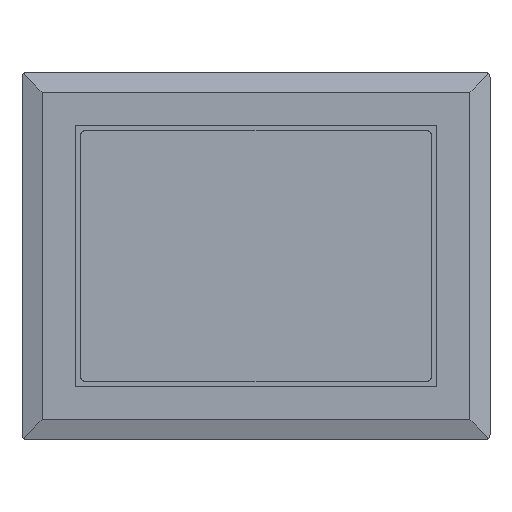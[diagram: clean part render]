
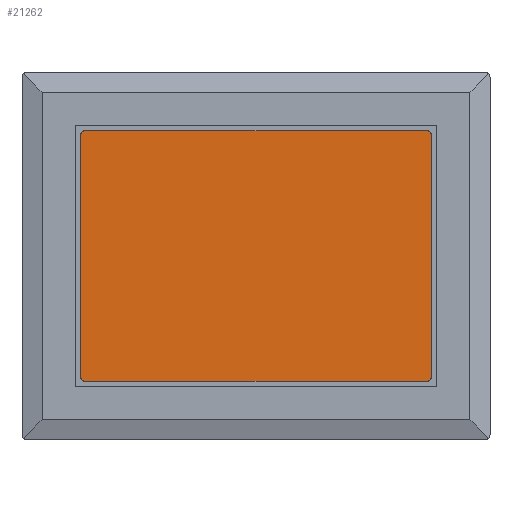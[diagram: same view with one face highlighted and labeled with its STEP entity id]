
A CAD part, top view. The second image highlights one B-rep face of the part: STEP entity #21262.
In plain terms, the highlighted planar face has unit normal (0, 0, 1).
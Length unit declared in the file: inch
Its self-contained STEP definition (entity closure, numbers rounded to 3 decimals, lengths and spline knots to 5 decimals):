
#373 = DIRECTION ( 'NONE',  ( -1., 0., 0. ) ) ;
#399 = CARTESIAN_POINT ( 'NONE',  ( 0.41339, 0.28346, 0.34252 ) ) ;
#654 = VECTOR ( 'NONE', #4616, 39.37008 ) ;
#663 = DIRECTION ( 'NONE',  ( 0., 1., 0. ) ) ;
#683 = EDGE_CURVE ( 'NONE', #4537, #25346, #1755, .T. ) ;
#1274 = DIRECTION ( 'NONE',  ( -1., 0., 0. ) ) ;
#1749 = ORIENTED_EDGE ( 'NONE', *, *, #3315, .F. ) ;
#1755 = CIRCLE ( 'NONE', #16398, 0.01181 ) ;
#1792 = CARTESIAN_POINT ( 'NONE',  ( -0.41339, -0.28346, 0.34252 ) ) ;
#1837 = DIRECTION ( 'NONE',  ( 0., 0., -1. ) ) ;
#2098 = CIRCLE ( 'NONE', #21758, 0.01181 ) ;
#2525 = DIRECTION ( 'NONE',  ( 0., 0., -1. ) ) ;
#3139 = CARTESIAN_POINT ( 'NONE',  ( 0.41339, -0.28346, 0.34252 ) ) ;
#3315 = EDGE_CURVE ( 'NONE', #4660, #11035, #3528, .T. ) ;
#3528 = CIRCLE ( 'NONE', #5208, 0.01181 ) ;
#4266 = VECTOR ( 'NONE', #663, 39.37008 ) ;
#4537 = VERTEX_POINT ( 'NONE', #23377 ) ;
#4616 = DIRECTION ( 'NONE',  ( 0., -1., 0. ) ) ;
#4653 = AXIS2_PLACEMENT_3D ( 'NONE', #19178, #9211, #17207 ) ;
#4660 = VERTEX_POINT ( 'NONE', #25595 ) ;
#5208 = AXIS2_PLACEMENT_3D ( 'NONE', #16956, #19180, #6992 ) ;
#5590 = VERTEX_POINT ( 'NONE', #12025 ) ;
#5889 = VECTOR ( 'NONE', #15283, 39.37008 ) ;
#5949 = EDGE_CURVE ( 'NONE', #4537, #15380, #16167, .T. ) ;
#6042 = CARTESIAN_POINT ( 'NONE',  ( -0.40157, -0.29528, 0.34252 ) ) ;
#6404 = ORIENTED_EDGE ( 'NONE', *, *, #25106, .T. ) ;
#6432 = LINE ( 'NONE', #399, #4266 ) ;
#6459 = CARTESIAN_POINT ( 'NONE',  ( -0.40157, 0.28346, 0.34252 ) ) ;
#6905 = FACE_OUTER_BOUND ( 'NONE', #24139, .T. ) ;
#6992 = DIRECTION ( 'NONE',  ( -1., 0., 0. ) ) ;
#7753 = LINE ( 'NONE', #6042, #17153 ) ;
#9119 = LINE ( 'NONE', #17504, #5889 ) ;
#9211 = DIRECTION ( 'NONE',  ( 0., 0., -1. ) ) ;
#9463 = AXIS2_PLACEMENT_3D ( 'NONE', #17258, #20675, #1274 ) ;
#10101 = DIRECTION ( 'NONE',  ( 1., 0., 0. ) ) ;
#10137 = ORIENTED_EDGE ( 'NONE', *, *, #13697, .F. ) ;
#10639 = ORIENTED_EDGE ( 'NONE', *, *, #24888, .F. ) ;
#10879 = ORIENTED_EDGE ( 'NONE', *, *, #5949, .T. ) ;
#11035 = VERTEX_POINT ( 'NONE', #20586 ) ;
#11242 = ORIENTED_EDGE ( 'NONE', *, *, #14381, .T. ) ;
#11617 = DIRECTION ( 'NONE',  ( -1., 0., 0. ) ) ;
#12025 = CARTESIAN_POINT ( 'NONE',  ( 0.40157, -0.29528, 0.34252 ) ) ;
#13697 = EDGE_CURVE ( 'NONE', #19633, #5590, #2098, .T. ) ;
#14381 = EDGE_CURVE ( 'NONE', #4660, #25346, #9119, .T. ) ;
#15075 = VERTEX_POINT ( 'NONE', #22010 ) ;
#15283 = DIRECTION ( 'NONE',  ( -1., 0., 0. ) ) ;
#15380 = VERTEX_POINT ( 'NONE', #1792 ) ;
#15953 = CIRCLE ( 'NONE', #4653, 0.01181 ) ;
#16167 = LINE ( 'NONE', #22570, #654 ) ;
#16398 = AXIS2_PLACEMENT_3D ( 'NONE', #6459, #2525, #11617 ) ;
#16956 = CARTESIAN_POINT ( 'NONE',  ( 0.40157, 0.28346, 0.34252 ) ) ;
#17153 = VECTOR ( 'NONE', #10101, 39.37008 ) ;
#17207 = DIRECTION ( 'NONE',  ( -1., 0., 0. ) ) ;
#17258 = CARTESIAN_POINT ( 'NONE',  ( -0.40157, 0.28346, 0.34252 ) ) ;
#17504 = CARTESIAN_POINT ( 'NONE',  ( -0.40157, 0.29528, 0.34252 ) ) ;
#17825 = CARTESIAN_POINT ( 'NONE',  ( 0.40157, -0.28346, 0.34252 ) ) ;
#18837 = PLANE ( 'NONE',  #9463 ) ;
#19178 = CARTESIAN_POINT ( 'NONE',  ( -0.40157, -0.28346, 0.34252 ) ) ;
#19180 = DIRECTION ( 'NONE',  ( 0., 0., -1. ) ) ;
#19633 = VERTEX_POINT ( 'NONE', #3139 ) ;
#20586 = CARTESIAN_POINT ( 'NONE',  ( 0.41339, 0.28346, 0.34252 ) ) ;
#20675 = DIRECTION ( 'NONE',  ( 0., 0., -1. ) ) ;
#21262 = ADVANCED_FACE ( 'NONE', ( #6905 ), #18837, .F. ) ;
#21751 = CARTESIAN_POINT ( 'NONE',  ( -0.40157, 0.29528, 0.34252 ) ) ;
#21758 = AXIS2_PLACEMENT_3D ( 'NONE', #17825, #1837, #373 ) ;
#22010 = CARTESIAN_POINT ( 'NONE',  ( -0.40157, -0.29528, 0.34252 ) ) ;
#22455 = ORIENTED_EDGE ( 'NONE', *, *, #683, .F. ) ;
#22570 = CARTESIAN_POINT ( 'NONE',  ( -0.41339, 0.28346, 0.34252 ) ) ;
#22573 = ORIENTED_EDGE ( 'NONE', *, *, #23687, .T. ) ;
#23377 = CARTESIAN_POINT ( 'NONE',  ( -0.41339, 0.28346, 0.34252 ) ) ;
#23687 = EDGE_CURVE ( 'NONE', #15075, #5590, #7753, .T. ) ;
#24139 = EDGE_LOOP ( 'NONE', ( #10879, #10639, #22573, #10137, #6404, #1749, #11242, #22455 ) ) ;
#24888 = EDGE_CURVE ( 'NONE', #15075, #15380, #15953, .T. ) ;
#25106 = EDGE_CURVE ( 'NONE', #19633, #11035, #6432, .T. ) ;
#25346 = VERTEX_POINT ( 'NONE', #21751 ) ;
#25595 = CARTESIAN_POINT ( 'NONE',  ( 0.40157, 0.29528, 0.34252 ) ) ;
